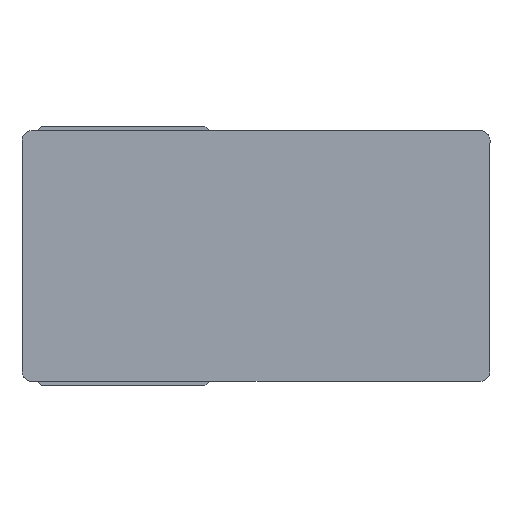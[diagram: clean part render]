
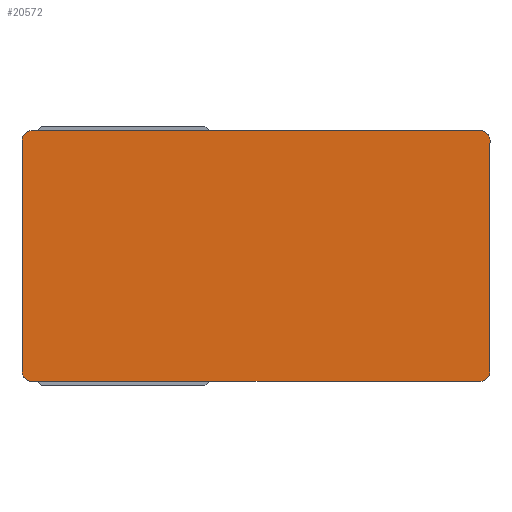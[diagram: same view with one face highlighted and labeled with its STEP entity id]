
A CAD part, front view. The second image highlights one B-rep face of the part: STEP entity #20572.
In plain terms, the highlighted face is planar.
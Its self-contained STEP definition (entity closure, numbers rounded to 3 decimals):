
#9 = EDGE_CURVE ( 'NONE', #12199, #27476, #629, .T. ) ;
#76 = ORIENTED_EDGE ( 'NONE', *, *, #23274, .T. ) ;
#117 = CARTESIAN_POINT ( 'NONE',  ( 60., -52.501, -141. ) ) ;
#372 = EDGE_CURVE ( 'NONE', #22033, #11782, #18170, .T. ) ;
#629 = CIRCLE ( 'NONE', #13588, 5.001 ) ;
#1680 = VECTOR ( 'NONE', #16239, 1000. ) ;
#1932 = DIRECTION ( 'NONE',  ( -1., 0., 0. ) ) ;
#2355 = LINE ( 'NONE', #17525, #12334 ) ;
#3455 = CARTESIAN_POINT ( 'NONE',  ( -65.001, 185.5, -141. ) ) ;
#4101 = DIRECTION ( 'NONE',  ( 0., 0., -1. ) ) ;
#5617 = CARTESIAN_POINT ( 'NONE',  ( -60., 190.501, -141. ) ) ;
#6279 = DIRECTION ( 'NONE',  ( -1., 0., 0. ) ) ;
#6443 = DIRECTION ( 'NONE',  ( 0., 0., -1. ) ) ;
#6851 = DIRECTION ( 'NONE',  ( 0., 0., -1. ) ) ;
#7168 = CARTESIAN_POINT ( 'NONE',  ( 60., 190.501, -141. ) ) ;
#8266 = DIRECTION ( 'NONE',  ( 0., 0., -1. ) ) ;
#8995 = VERTEX_POINT ( 'NONE', #9401 ) ;
#9401 = CARTESIAN_POINT ( 'NONE',  ( -65.001, -47.5, -141. ) ) ;
#9420 = ORIENTED_EDGE ( 'NONE', *, *, #17657, .T. ) ;
#9811 = AXIS2_PLACEMENT_3D ( 'NONE', #26577, #6851, #20232 ) ;
#10161 = ORIENTED_EDGE ( 'NONE', *, *, #17712, .T. ) ;
#10212 = FACE_OUTER_BOUND ( 'NONE', #10625, .T. ) ;
#10554 = DIRECTION ( 'NONE',  ( 0., 0., -1. ) ) ;
#10625 = EDGE_LOOP ( 'NONE', ( #20263, #13413, #76, #25405, #10161, #9420, #28304, #13818 ) ) ;
#11395 = VERTEX_POINT ( 'NONE', #22685 ) ;
#11724 = DIRECTION ( 'NONE',  ( -1., 0., 0. ) ) ;
#11782 = VERTEX_POINT ( 'NONE', #22135 ) ;
#11895 = CIRCLE ( 'NONE', #22432, 5.001 ) ;
#12199 = VERTEX_POINT ( 'NONE', #19652 ) ;
#12334 = VECTOR ( 'NONE', #13091, 1000. ) ;
#12662 = CARTESIAN_POINT ( 'NONE',  ( 60., -47.5, -141. ) ) ;
#12710 = EDGE_CURVE ( 'NONE', #27476, #11395, #19901, .T. ) ;
#12722 = DIRECTION ( 'NONE',  ( -1., 0., 0. ) ) ;
#13091 = DIRECTION ( 'NONE',  ( 1., 0., 0. ) ) ;
#13161 = LINE ( 'NONE', #24379, #26281 ) ;
#13413 = ORIENTED_EDGE ( 'NONE', *, *, #12710, .T. ) ;
#13588 = AXIS2_PLACEMENT_3D ( 'NONE', #21368, #8266, #26670 ) ;
#13770 = VERTEX_POINT ( 'NONE', #3455 ) ;
#13818 = ORIENTED_EDGE ( 'NONE', *, *, #25134, .T. ) ;
#14179 = VERTEX_POINT ( 'NONE', #5617 ) ;
#14185 = VECTOR ( 'NONE', #11724, 1000. ) ;
#15694 = LINE ( 'NONE', #22733, #1680 ) ;
#16239 = DIRECTION ( 'NONE',  ( 0., 1., 0. ) ) ;
#17043 = AXIS2_PLACEMENT_3D ( 'NONE', #12662, #4101, #6279 ) ;
#17380 = CARTESIAN_POINT ( 'NONE',  ( -60., 185.5, -141. ) ) ;
#17525 = CARTESIAN_POINT ( 'NONE',  ( -60., 190.501, -141. ) ) ;
#17529 = CARTESIAN_POINT ( 'NONE',  ( 60., -52.501, -141. ) ) ;
#17657 = EDGE_CURVE ( 'NONE', #14179, #22033, #2355, .T. ) ;
#17712 = EDGE_CURVE ( 'NONE', #13770, #14179, #11895, .T. ) ;
#18105 = AXIS2_PLACEMENT_3D ( 'NONE', #21335, #10554, #12722 ) ;
#18170 = CIRCLE ( 'NONE', #18105, 5.001 ) ;
#19652 = CARTESIAN_POINT ( 'NONE',  ( 65.001, -47.5, -141. ) ) ;
#19901 = LINE ( 'NONE', #117, #14185 ) ;
#20232 = DIRECTION ( 'NONE',  ( -1., 0., 0. ) ) ;
#20263 = ORIENTED_EDGE ( 'NONE', *, *, #9, .T. ) ;
#20572 = ADVANCED_FACE ( 'NONE', ( #10212 ), #27734, .T. ) ;
#21335 = CARTESIAN_POINT ( 'NONE',  ( 60., 185.5, -141. ) ) ;
#21368 = CARTESIAN_POINT ( 'NONE',  ( 60., -47.5, -141. ) ) ;
#22033 = VERTEX_POINT ( 'NONE', #7168 ) ;
#22135 = CARTESIAN_POINT ( 'NONE',  ( 65.001, 185.5, -141. ) ) ;
#22432 = AXIS2_PLACEMENT_3D ( 'NONE', #17380, #6443, #1932 ) ;
#22685 = CARTESIAN_POINT ( 'NONE',  ( -60., -52.501, -141. ) ) ;
#22686 = CIRCLE ( 'NONE', #9811, 5.001 ) ;
#22733 = CARTESIAN_POINT ( 'NONE',  ( -65.001, -47.5, -141. ) ) ;
#23274 = EDGE_CURVE ( 'NONE', #11395, #8995, #22686, .T. ) ;
#24379 = CARTESIAN_POINT ( 'NONE',  ( 65.001, 185.5, -141. ) ) ;
#24515 = DIRECTION ( 'NONE',  ( 0., -1., 0. ) ) ;
#25134 = EDGE_CURVE ( 'NONE', #11782, #12199, #13161, .T. ) ;
#25405 = ORIENTED_EDGE ( 'NONE', *, *, #28116, .T. ) ;
#26281 = VECTOR ( 'NONE', #24515, 1000. ) ;
#26577 = CARTESIAN_POINT ( 'NONE',  ( -60., -47.5, -141. ) ) ;
#26670 = DIRECTION ( 'NONE',  ( -1., 0., 0. ) ) ;
#27476 = VERTEX_POINT ( 'NONE', #17529 ) ;
#27734 = PLANE ( 'NONE',  #17043 ) ;
#28116 = EDGE_CURVE ( 'NONE', #8995, #13770, #15694, .T. ) ;
#28304 = ORIENTED_EDGE ( 'NONE', *, *, #372, .T. ) ;
